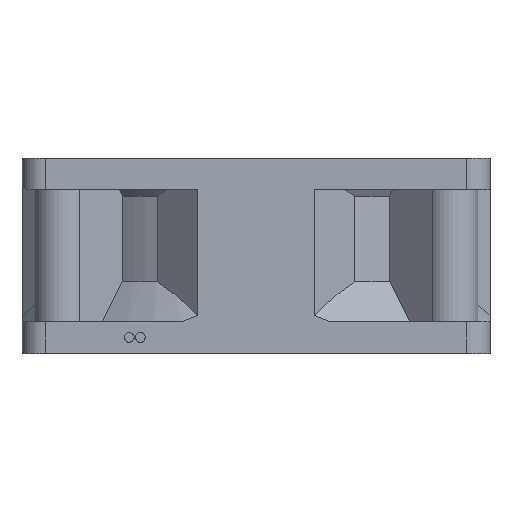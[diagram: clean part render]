
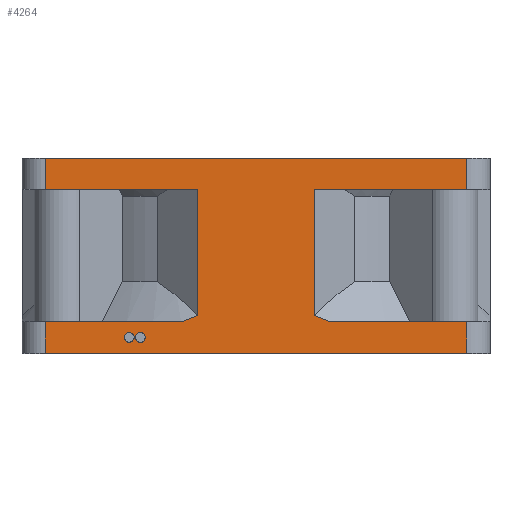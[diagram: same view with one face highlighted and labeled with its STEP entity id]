
A CAD part, top view. The second image highlights one B-rep face of the part: STEP entity #4264.
In plain terms, the highlighted planar face has unit normal (0, 0, 1).
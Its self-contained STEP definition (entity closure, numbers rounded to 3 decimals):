
#3753=CARTESIAN_POINT('POINT259',(-27.,4.,
   30.));
#3754=VERTEX_POINT('VERTEX259',#3753);
#3763=CARTESIAN_POINT('POINT260',(-27.,0.,
   30.));
#3764=VERTEX_POINT('VERTEX260',#3763);
#3772=CARTESIAN_POINT('POS351',(-27.,0.,30.)
   );
#3773=DIRECTION('DIR538',(0.,1.,0.));
#3774=VECTOR('VEC164',#3773,1.);
#3775=LINE('STRAIGHT164',#3772,#3774);
#3776=EDGE_CURVE('EDGE386',#3764,#3754,#3775,.T.);
#3790=CARTESIAN_POINT('POINT261',(-9.605,
   4.,30.));
#3791=VERTEX_POINT('VERTEX261',#3790);
#3792=CARTESIAN_POINT('POS353',(27.,4.,30.)
   );
#3793=DIRECTION('DIR541',(-1.,0.,
   0.));
#3794=VECTOR('VEC165',#3793,1.);
#3795=LINE('STRAIGHT165',#3792,#3794);
#3796=EDGE_CURVE('EDGE387',#3791,#3754,#3795,.T.);
#3807=CARTESIAN_POINT('POINT262',(-7.5,4.824,
   30.));
#3808=VERTEX_POINT('VERTEX262',#3807);
#3809=(BOUNDED_CURVE() B_SPLINE_CURVE(2,(#3810,#3811,#3812),
   .UNSPECIFIED.,.F.,.F.) B_SPLINE_CURVE_WITH_KNOTS((3,3),(0.,
   2.084),.UNSPECIFIED.) CURVE() 
   GEOMETRIC_REPRESENTATION_ITEM() RATIONAL_B_SPLINE_CURVE((1.,
   1.005,1.009)) REPRESENTATION_ITEM(
   'SPLINE_CRV53'));
#3810=CARTESIAN_POINT('',(-9.605,4.,30.));
#3811=CARTESIAN_POINT('',(-8.543,4.462,
   30.));
#3812=CARTESIAN_POINT('',(-7.5,4.824,30.));
#3813=EDGE_CURVE('EDGE389',#3791,#3808,#3809,.T.);
#3826=CARTESIAN_POINT('POINT263',(-7.5,21.,30.));
#3827=VERTEX_POINT('VERTEX263',#3826);
#3828=CARTESIAN_POINT('POS354',(-7.5,4.,30.));
#3829=DIRECTION('DIR542',(0.,1.,0.));
#3830=VECTOR('VEC166',#3829,1.);
#3831=LINE('STRAIGHT166',#3828,#3830);
#3832=EDGE_CURVE('EDGE391',#3808,#3827,#3831,.T.);
#3853=CARTESIAN_POINT('POINT264',(-27.,21.,30.));
#3854=VERTEX_POINT('VERTEX264',#3853);
#3855=CARTESIAN_POINT('POS357',(27.,21.,30.));
#3856=DIRECTION('DIR546',(-1.,0.,0.));
#3857=VECTOR('VEC168',#3856,1.);
#3858=LINE('STRAIGHT168',#3855,#3857);
#3859=EDGE_CURVE('EDGE393',#3827,#3854,#3858,.T.);
#3876=CARTESIAN_POINT('POINT265',(-27.,25.,30.));
#3877=VERTEX_POINT('VERTEX265',#3876);
#3887=CARTESIAN_POINT('POS360',(-27.,21.,30.));
#3888=DIRECTION('DIR551',(0.,1.,0.));
#3889=VECTOR('VEC169',#3888,1.);
#3890=LINE('STRAIGHT169',#3887,#3889);
#3891=EDGE_CURVE('EDGE396',#3854,#3877,#3890,.T.);
#3923=CARTESIAN_POINT('POINT266',(27.,25.,30.));
#3924=VERTEX_POINT('VERTEX266',#3923);
#3925=CARTESIAN_POINT('POS362',(27.,25.,30.));
#3926=DIRECTION('DIR554',(-1.,0.,0.));
#3927=VECTOR('VEC170',#3926,1.);
#3928=LINE('STRAIGHT170',#3925,#3927);
#3929=EDGE_CURVE('EDGE397',#3924,#3877,#3928,.T.);
#3951=CARTESIAN_POINT('POINT267',(27.,21.,30.));
#3952=VERTEX_POINT('VERTEX267',#3951);
#3953=CARTESIAN_POINT('POS365',(27.,21.,30.));
#3954=DIRECTION('DIR559',(0.,1.,0.));
#3955=VECTOR('VEC171',#3954,1.);
#3956=LINE('STRAIGHT171',#3953,#3955);
#3957=EDGE_CURVE('EDGE399',#3952,#3924,#3956,.T.);
#3980=CARTESIAN_POINT('POINT268',(7.5,21.,30.));
#3981=VERTEX_POINT('VERTEX268',#3980);
#3982=EDGE_CURVE('EDGE401',#3952,#3981,#3858,.T.);
#3996=CARTESIAN_POINT('POINT269',(7.5,4.824,
   30.));
#3997=VERTEX_POINT('VERTEX269',#3996);
#4007=CARTESIAN_POINT('POS369',(7.5,4.,30.));
#4008=DIRECTION('DIR565',(0.,1.,0.));
#4009=VECTOR('VEC173',#4008,1.);
#4010=LINE('STRAIGHT173',#4007,#4009);
#4011=EDGE_CURVE('EDGE404',#3997,#3981,#4010,.T.);
#4024=CARTESIAN_POINT('POINT270',(9.605,
   4.,30.));
#4025=VERTEX_POINT('VERTEX270',#4024);
#4026=(BOUNDED_CURVE() B_SPLINE_CURVE(2,(#4027,#4028,#4029),
   .UNSPECIFIED.,.F.,.F.) B_SPLINE_CURVE_WITH_KNOTS((3,3),(
   17.598,19.681),.UNSPECIFIED.) CURVE() 
   GEOMETRIC_REPRESENTATION_ITEM() RATIONAL_B_SPLINE_CURVE((
   1.009,1.005,1.)) 
   REPRESENTATION_ITEM('SPLINE_CRV56'));
#4027=CARTESIAN_POINT('',(7.5,4.824,30.));
#4028=CARTESIAN_POINT('',(8.543,4.462,
   30.));
#4029=CARTESIAN_POINT('',(9.605,4.,30.));
#4030=EDGE_CURVE('EDGE405',#3997,#4025,#4026,.T.);
#4039=CARTESIAN_POINT('POINT271',(27.,4.,
   30.));
#4040=VERTEX_POINT('VERTEX271',#4039);
#4041=EDGE_CURVE('EDGE407',#4040,#4025,#3795,.T.);
#4058=CARTESIAN_POINT('POINT272',(27.,0.,30.
   ));
#4059=VERTEX_POINT('VERTEX272',#4058);
#4060=CARTESIAN_POINT('POS372',(27.,0.,30.))
   ;
#4061=DIRECTION('DIR570',(0.,1.,0.));
#4062=VECTOR('VEC174',#4061,1.);
#4063=LINE('STRAIGHT174',#4060,#4062);
#4064=EDGE_CURVE('EDGE409',#4059,#4040,#4063,.T.);
#4082=CARTESIAN_POINT('POS375',(27.,0.,30.))
   ;
#4083=DIRECTION('DIR575',(-1.,0.,
   0.));
#4084=VECTOR('VEC175',#4083,1.);
#4085=LINE('STRAIGHT175',#4082,#4084);
#4086=EDGE_CURVE('EDGE411',#4059,#3764,#4085,.T.);
#4154=CARTESIAN_POINT('POINT273',(-15.625,2.,30.));
#4155=VERTEX_POINT('VERTEX273',#4154);
#4163=CARTESIAN_POINT('POINT274',(-16.875,2.,30.));
#4164=VERTEX_POINT('VERTEX274',#4163);
#4171=CARTESIAN_POINT('POS379',(-16.25,2.,30.));
#4172=DIRECTION('DIR580',(0.,0.,-1.));
#4173=DIRECTION('DIR581',(1.,0.,0.));
#4174=AXIS2_PLACEMENT_3D('AXIS202',#4171,#4172,#4173);
#4175=CIRCLE('ELLIPSE105',#4174,0.625);
#4176=EDGE_CURVE('EDGE414',#4155,#4164,#4175,.T.);
#4187=CARTESIAN_POINT('POINT275',(-15.626,2.032,
   30.));
#4188=VERTEX_POINT('VERTEX275',#4187);
#4189=EDGE_CURVE('EDGE415',#4188,#4155,#4175,.T.);
#4191=EDGE_CURVE('EDGE416',#4164,#4188,#4175,.T.);
#4219=ORIENTED_EDGE('COEDGE818',*,*,#4189,.T.);
#4220=ORIENTED_EDGE('COEDGE819',*,*,#4176,.T.);
#4221=ORIENTED_EDGE('COEDGE820',*,*,#4191,.T.);
#4222=EDGE_LOOP('NONE',(#4219,#4220,#4221));
#4223=FACE_BOUND('LOOP1',#4222,.T.);
#4224=CARTESIAN_POINT('POINT278',(-15.444,2.032,
   30.));
#4225=VERTEX_POINT('VERTEX278',#4224);
#4226=CARTESIAN_POINT('POINT279',(-14.195,2.,30.));
#4227=VERTEX_POINT('VERTEX279',#4226);
#4228=CARTESIAN_POINT('POS383',(-14.82,2.,30.));
#4229=DIRECTION('DIR588',(0.,0.,-1.));
#4230=DIRECTION('DIR589',(1.,0.,0.));
#4231=AXIS2_PLACEMENT_3D('AXIS206',#4228,#4229,#4230);
#4232=CIRCLE('ELLIPSE107',#4231,0.625);
#4233=EDGE_CURVE('EDGE419',#4225,#4227,#4232,.T.);
#4234=ORIENTED_EDGE('COEDGE821',*,*,#4233,.T.);
#4235=CARTESIAN_POINT('POINT280',(-15.445,2.,30.));
#4236=VERTEX_POINT('VERTEX280',#4235);
#4237=EDGE_CURVE('EDGE420',#4227,#4236,#4232,.T.);
#4238=ORIENTED_EDGE('COEDGE822',*,*,#4237,.T.);
#4239=EDGE_CURVE('EDGE421',#4236,#4225,#4232,.T.);
#4240=ORIENTED_EDGE('COEDGE823',*,*,#4239,.T.);
#4241=EDGE_LOOP('NONE',(#4234,#4238,#4240));
#4242=FACE_BOUND('LOOP1',#4241,.T.);
#4243=ORIENTED_EDGE('COEDGE824',*,*,#4086,.F.);
#4244=ORIENTED_EDGE('COEDGE825',*,*,#4064,.T.);
#4245=ORIENTED_EDGE('COEDGE826',*,*,#4041,.T.);
#4246=ORIENTED_EDGE('COEDGE827',*,*,#4030,.F.);
#4247=ORIENTED_EDGE('COEDGE828',*,*,#4011,.T.);
#4248=ORIENTED_EDGE('COEDGE829',*,*,#3982,.F.);
#4249=ORIENTED_EDGE('COEDGE830',*,*,#3957,.T.);
#4250=ORIENTED_EDGE('COEDGE831',*,*,#3929,.T.);
#4251=ORIENTED_EDGE('COEDGE832',*,*,#3891,.F.);
#4252=ORIENTED_EDGE('COEDGE833',*,*,#3859,.F.);
#4253=ORIENTED_EDGE('COEDGE834',*,*,#3832,.F.);
#4254=ORIENTED_EDGE('COEDGE835',*,*,#3813,.F.);
#4255=ORIENTED_EDGE('COEDGE836',*,*,#3796,.T.);
#4256=ORIENTED_EDGE('COEDGE837',*,*,#3776,.F.);
#4257=EDGE_LOOP('NONE',(#4243,#4244,#4245,#4246,#4247,#4248,#4249,#4250,
   #4251,#4252,#4253,#4254,#4255,#4256));
#4258=FACE_BOUND('LOOP1',#4257,.T.);
#4259=CARTESIAN_POINT('POS384',(0.,1.016,30.));
#4260=DIRECTION('DIR590',(0.,0.,1.));
#4261=DIRECTION('DIR591',(1.,0.,0.));
#4262=AXIS2_PLACEMENT_3D('AXIS207',#4259,#4260,#4261);
#4263=PLANE('PLANE52',#4262);
#4264=ADVANCED_FACE('FACE145',(#4223,#4242,#4258),#4263,.T.);
